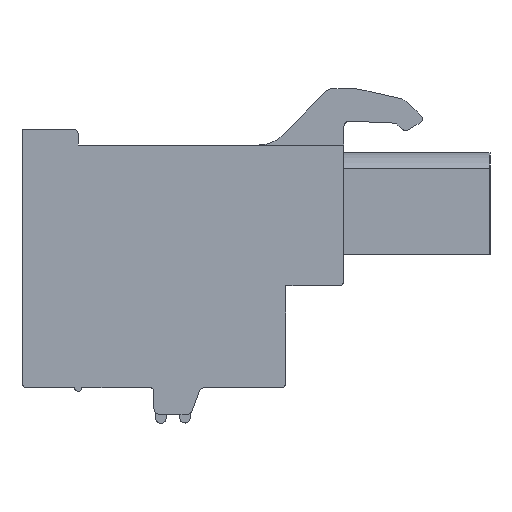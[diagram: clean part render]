
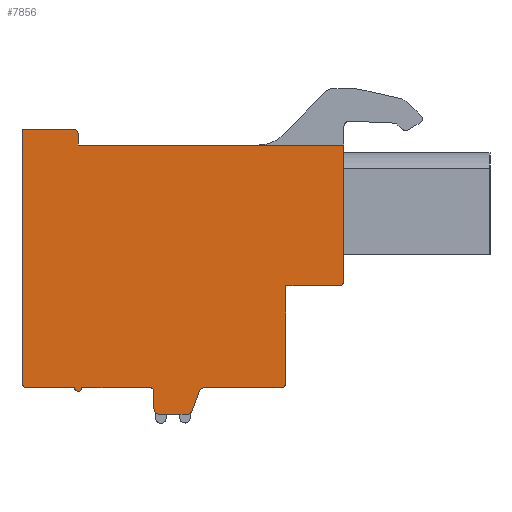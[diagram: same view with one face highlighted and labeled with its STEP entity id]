
A CAD part, left-side view. The second image highlights one B-rep face of the part: STEP entity #7856.
In plain terms, the highlighted planar face has unit normal (-1, 0, 0).
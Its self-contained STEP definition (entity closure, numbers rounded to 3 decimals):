
#102=DIRECTION('',(0.,0.,1.));
#103=VECTOR('',#102,5.5);
#104=CARTESIAN_POINT('',(-46.34,-2.36,-6.54));
#105=LINE('',#104,#103);
#110=CARTESIAN_POINT('',(-46.34,-5.36,-0.74));
#111=DIRECTION('',(1.,0.,0.));
#112=DIRECTION('',(0.,-1.,0.));
#113=AXIS2_PLACEMENT_3D('',#110,#111,#112);
#115=DIRECTION('',(0.,-1.,0.));
#116=VECTOR('',#115,3.);
#117=CARTESIAN_POINT('',(-46.34,-2.36,-1.04));
#118=LINE('',#117,#116);
#119=CARTESIAN_POINT('',(-46.34,-2.06,-6.54));
#120=DIRECTION('',(1.,0.,0.));
#121=DIRECTION('',(0.,-1.,0.));
#122=AXIS2_PLACEMENT_3D('',#119,#120,#121);
#124=DIRECTION('',(0.,1.,0.));
#125=VECTOR('',#124,4.34);
#126=CARTESIAN_POINT('',(-46.34,-2.06,-6.84));
#127=LINE('',#126,#125);
#128=CARTESIAN_POINT('',(-46.34,2.28,-7.14));
#129=DIRECTION('',(-1.,0.,0.));
#130=DIRECTION('',(0.,0.,1.));
#131=AXIS2_PLACEMENT_3D('',#128,#129,#130);
#133=DIRECTION('',(0.,0.345,-0.939));
#134=VECTOR('',#133,1.179);
#135=CARTESIAN_POINT('',(-46.34,2.562,-7.037));
#136=LINE('',#135,#134);
#137=CARTESIAN_POINT('',(-46.34,3.25,-8.04));
#138=DIRECTION('',(1.,0.,0.));
#139=DIRECTION('',(0.,-0.939,-0.345));
#140=AXIS2_PLACEMENT_3D('',#137,#138,#139);
#142=DIRECTION('',(0.,1.,0.));
#143=VECTOR('',#142,1.59);
#144=CARTESIAN_POINT('',(-46.34,3.25,-8.34));
#145=LINE('',#144,#143);
#146=CARTESIAN_POINT('',(-46.34,4.84,-8.04));
#147=DIRECTION('',(1.,0.,0.));
#148=DIRECTION('',(0.,0.,-1.));
#149=AXIS2_PLACEMENT_3D('',#146,#147,#148);
#151=DIRECTION('',(0.,0.,1.));
#152=VECTOR('',#151,1.);
#153=CARTESIAN_POINT('',(-46.34,5.14,-8.04));
#154=LINE('',#153,#152);
#155=CARTESIAN_POINT('',(-46.34,5.34,-7.04));
#156=DIRECTION('',(-1.,0.,0.));
#157=DIRECTION('',(0.,-1.,0.));
#158=AXIS2_PLACEMENT_3D('',#155,#156,#157);
#160=DIRECTION('',(0.,1.,0.));
#161=VECTOR('',#160,3.9);
#162=CARTESIAN_POINT('',(-46.34,5.34,-6.84));
#163=LINE('',#162,#161);
#164=CARTESIAN_POINT('',(-46.34,9.44,-6.84));
#165=DIRECTION('',(1.,0.,0.));
#166=DIRECTION('',(0.,-1.,0.));
#167=AXIS2_PLACEMENT_3D('',#164,#165,#166);
#169=DIRECTION('',(0.,1.,0.));
#170=VECTOR('',#169,2.7);
#171=CARTESIAN_POINT('',(-46.34,9.64,-6.84));
#172=LINE('',#171,#170);
#173=CARTESIAN_POINT('',(-46.34,12.34,-6.54));
#174=DIRECTION('',(1.,0.,0.));
#175=DIRECTION('',(0.,0.,-1.));
#176=AXIS2_PLACEMENT_3D('',#173,#174,#175);
#178=DIRECTION('',(0.,0.,1.));
#179=VECTOR('',#178,14.4);
#180=CARTESIAN_POINT('',(-46.34,12.64,-6.54));
#181=LINE('',#180,#179);
#182=DIRECTION('',(0.,-1.,0.));
#183=VECTOR('',#182,2.9);
#184=CARTESIAN_POINT('',(-46.34,12.64,7.86));
#185=LINE('',#184,#183);
#186=CARTESIAN_POINT('',(-46.34,9.74,7.56));
#187=DIRECTION('',(1.,0.,0.));
#188=DIRECTION('',(0.,0.,1.));
#189=AXIS2_PLACEMENT_3D('',#186,#187,#188);
#191=DIRECTION('',(0.,0.,-1.));
#192=VECTOR('',#191,0.6);
#193=CARTESIAN_POINT('',(-46.34,9.44,7.56));
#194=LINE('',#193,#192);
#195=DIRECTION('',(0.,-1.,0.));
#196=VECTOR('',#195,15.1);
#197=CARTESIAN_POINT('',(-46.34,9.44,6.96));
#198=LINE('',#197,#196);
#2381=DIRECTION('',(0.,0.,1.));
#2382=VECTOR('',#2381,7.7);
#2383=CARTESIAN_POINT('',(-46.34,-5.66,-0.74));
#2384=LINE('',#2383,#2382);
#5911=CARTESIAN_POINT('',(-46.34,9.44,6.96));
#5912=CARTESIAN_POINT('',(-46.34,-5.66,6.96));
#5913=VERTEX_POINT('',#5911);
#5914=VERTEX_POINT('',#5912);
#5915=CARTESIAN_POINT('',(-46.34,-2.36,-6.54));
#5916=CARTESIAN_POINT('',(-46.34,-2.06,-6.84));
#5917=VERTEX_POINT('',#5915);
#5918=VERTEX_POINT('',#5916);
#5919=CARTESIAN_POINT('',(-46.34,2.28,-6.84));
#5920=VERTEX_POINT('',#5919);
#5921=CARTESIAN_POINT('',(-46.34,2.562,-7.037));
#5922=VERTEX_POINT('',#5921);
#5923=CARTESIAN_POINT('',(-46.34,2.968,-8.143));
#5924=VERTEX_POINT('',#5923);
#5925=CARTESIAN_POINT('',(-46.34,3.25,-8.34));
#5926=VERTEX_POINT('',#5925);
#5927=CARTESIAN_POINT('',(-46.34,4.84,-8.34));
#5928=VERTEX_POINT('',#5927);
#5929=CARTESIAN_POINT('',(-46.34,5.14,-8.04));
#5930=VERTEX_POINT('',#5929);
#5931=CARTESIAN_POINT('',(-46.34,5.14,-7.04));
#5932=VERTEX_POINT('',#5931);
#5933=CARTESIAN_POINT('',(-46.34,5.34,-6.84));
#5934=VERTEX_POINT('',#5933);
#5935=CARTESIAN_POINT('',(-46.34,9.24,-6.84));
#5936=VERTEX_POINT('',#5935);
#5937=CARTESIAN_POINT('',(-46.34,9.64,-6.84));
#5938=VERTEX_POINT('',#5937);
#5939=CARTESIAN_POINT('',(-46.34,12.34,-6.84));
#5940=VERTEX_POINT('',#5939);
#5941=CARTESIAN_POINT('',(-46.34,12.64,-6.54));
#5942=VERTEX_POINT('',#5941);
#5943=CARTESIAN_POINT('',(-46.34,12.64,7.86));
#5944=VERTEX_POINT('',#5943);
#5945=CARTESIAN_POINT('',(-46.34,9.74,7.86));
#5946=VERTEX_POINT('',#5945);
#5947=CARTESIAN_POINT('',(-46.34,9.44,7.56));
#5948=VERTEX_POINT('',#5947);
#7639=CARTESIAN_POINT('',(-46.34,-5.66,-0.74));
#7640=VERTEX_POINT('',#7639);
#7641=CARTESIAN_POINT('',(-46.34,-2.36,-1.04));
#7642=VERTEX_POINT('',#7641);
#7643=CARTESIAN_POINT('',(-46.34,-5.36,-1.04));
#7644=VERTEX_POINT('',#7643);
#7808=CARTESIAN_POINT('',(-46.34,0.,0.));
#7809=DIRECTION('',(1.,0.,0.));
#7810=DIRECTION('',(0.,-1.,0.));
#7811=AXIS2_PLACEMENT_3D('',#7808,#7809,#7810);
#7812=PLANE('',#7811);
#7813=ORIENTED_EDGE('',*,*,#7772,.T.);
#7814=ORIENTED_EDGE('',*,*,#7787,.F.);
#7815=ORIENTED_EDGE('',*,*,#7799,.F.);
#7817=ORIENTED_EDGE('',*,*,#7816,.T.);
#7819=ORIENTED_EDGE('',*,*,#7818,.T.);
#7821=ORIENTED_EDGE('',*,*,#7820,.T.);
#7823=ORIENTED_EDGE('',*,*,#7822,.T.);
#7825=ORIENTED_EDGE('',*,*,#7824,.T.);
#7827=ORIENTED_EDGE('',*,*,#7826,.T.);
#7829=ORIENTED_EDGE('',*,*,#7828,.T.);
#7831=ORIENTED_EDGE('',*,*,#7830,.T.);
#7833=ORIENTED_EDGE('',*,*,#7832,.T.);
#7835=ORIENTED_EDGE('',*,*,#7834,.T.);
#7837=ORIENTED_EDGE('',*,*,#7836,.T.);
#7839=ORIENTED_EDGE('',*,*,#7838,.T.);
#7841=ORIENTED_EDGE('',*,*,#7840,.T.);
#7843=ORIENTED_EDGE('',*,*,#7842,.T.);
#7845=ORIENTED_EDGE('',*,*,#7844,.T.);
#7847=ORIENTED_EDGE('',*,*,#7846,.T.);
#7849=ORIENTED_EDGE('',*,*,#7848,.T.);
#7851=ORIENTED_EDGE('',*,*,#7850,.T.);
#7853=ORIENTED_EDGE('',*,*,#7852,.F.);
#7854=EDGE_LOOP('',(#7813,#7814,#7815,#7817,#7819,#7821,#7823,#7825,#7827,#7829,
#7831,#7833,#7835,#7837,#7839,#7841,#7843,#7845,#7847,#7849,#7851,#7853));
#7855=FACE_OUTER_BOUND('',#7854,.F.);
#7856=ADVANCED_FACE('',(#7855),#7812,.F.);
#114=CIRCLE('',#113,0.3);
#123=CIRCLE('',#122,0.3);
#132=CIRCLE('',#131,0.3);
#141=CIRCLE('',#140,0.3);
#150=CIRCLE('',#149,0.3);
#159=CIRCLE('',#158,0.2);
#168=CIRCLE('',#167,0.2);
#177=CIRCLE('',#176,0.3);
#190=CIRCLE('',#189,0.3);
#7772=EDGE_CURVE('',#7640,#7644,#114,.T.);
#7787=EDGE_CURVE('',#7642,#7644,#118,.T.);
#7799=EDGE_CURVE('',#5917,#7642,#105,.T.);
#7816=EDGE_CURVE('',#5917,#5918,#123,.T.);
#7818=EDGE_CURVE('',#5918,#5920,#127,.T.);
#7820=EDGE_CURVE('',#5920,#5922,#132,.T.);
#7822=EDGE_CURVE('',#5922,#5924,#136,.T.);
#7824=EDGE_CURVE('',#5924,#5926,#141,.T.);
#7826=EDGE_CURVE('',#5926,#5928,#145,.T.);
#7828=EDGE_CURVE('',#5928,#5930,#150,.T.);
#7830=EDGE_CURVE('',#5930,#5932,#154,.T.);
#7832=EDGE_CURVE('',#5932,#5934,#159,.T.);
#7834=EDGE_CURVE('',#5934,#5936,#163,.T.);
#7836=EDGE_CURVE('',#5936,#5938,#168,.T.);
#7838=EDGE_CURVE('',#5938,#5940,#172,.T.);
#7840=EDGE_CURVE('',#5940,#5942,#177,.T.);
#7842=EDGE_CURVE('',#5942,#5944,#181,.T.);
#7844=EDGE_CURVE('',#5944,#5946,#185,.T.);
#7846=EDGE_CURVE('',#5946,#5948,#190,.T.);
#7848=EDGE_CURVE('',#5948,#5913,#194,.T.);
#7850=EDGE_CURVE('',#5913,#5914,#198,.T.);
#7852=EDGE_CURVE('',#7640,#5914,#2384,.T.);
